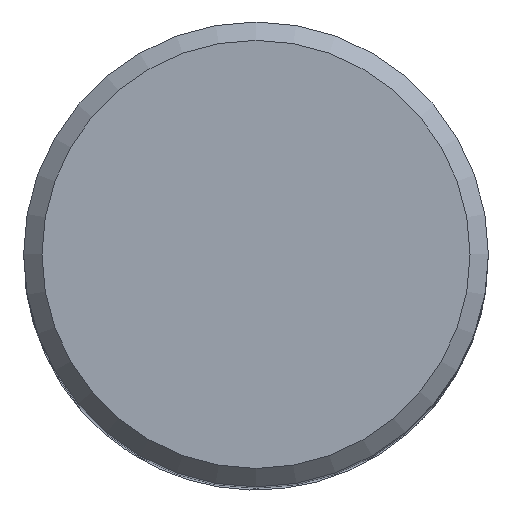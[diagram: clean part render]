
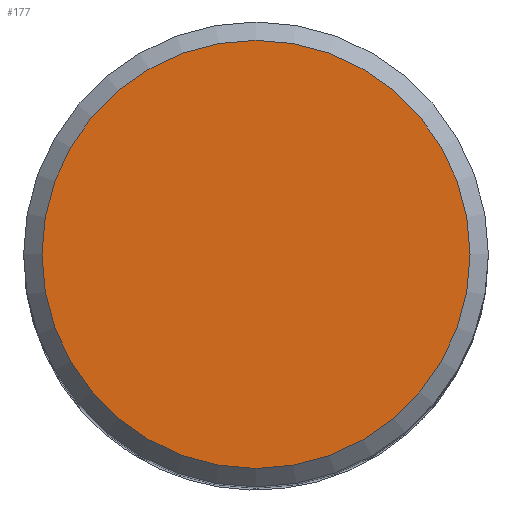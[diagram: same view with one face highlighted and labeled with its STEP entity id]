
A CAD part, top view. The second image highlights one B-rep face of the part: STEP entity #177.
In plain terms, the highlighted planar face has unit normal (0, 0, 1).
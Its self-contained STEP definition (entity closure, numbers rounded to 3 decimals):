
#162=PLANE('',#532);
#164=FACE_OUTER_BOUND('',#249,.T.);
#177=ADVANCED_FACE('',(#164),#162,.T.);
#249=EDGE_LOOP('',(#291));
#291=ORIENTED_EDGE('',*,*,#354,.T.);
#331=VERTEX_POINT('',#699);
#354=EDGE_CURVE('',#331,#331,#375,.T.);
#375=CIRCLE('',#531,18.5);
#531=AXIS2_PLACEMENT_3D('',#698,#598,#599);
#532=AXIS2_PLACEMENT_3D('',#700,#600,#601);
#598=DIRECTION('',(0.,0.,1.));
#599=DIRECTION('',(1.,0.,0.));
#600=DIRECTION('',(0.,0.,1.));
#601=DIRECTION('',(1.,0.,0.));
#698=CARTESIAN_POINT('',(0.,0.,0.));
#699=CARTESIAN_POINT('',(18.5,0.,0.));
#700=CARTESIAN_POINT('',(0.,0.,0.));
